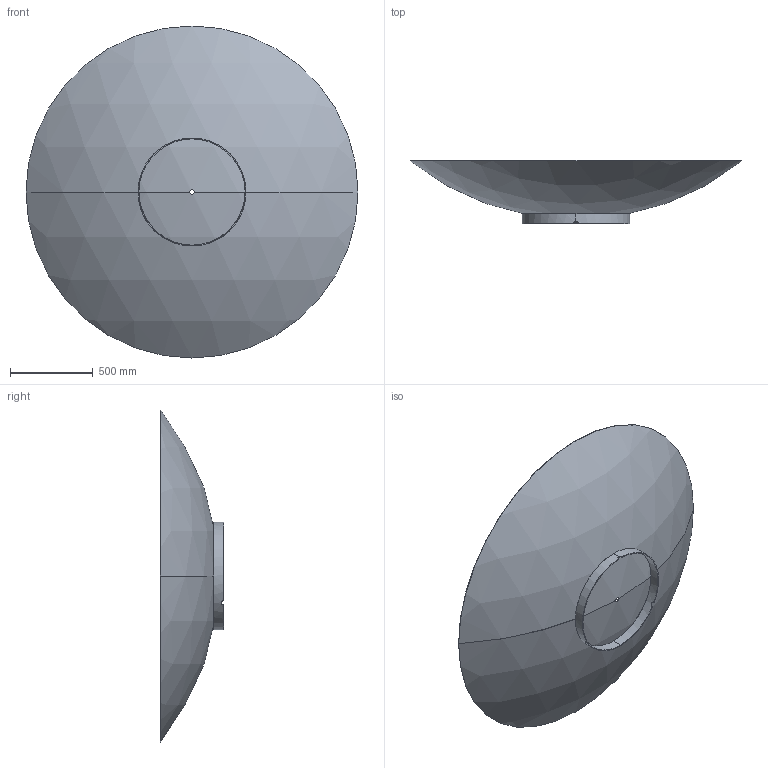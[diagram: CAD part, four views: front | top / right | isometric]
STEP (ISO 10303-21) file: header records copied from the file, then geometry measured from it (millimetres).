
FILE_DESCRIPTION (( 'STEP AP203' ), '1' );
FILE_NAME ('BN6.STEP', '2021-01-05T15:19:48', ( '' ), ( '' ), 'SwSTEP 2.0', 'SolidWorks 2020', '' );
FILE_SCHEMA (( 'CONFIG_CONTROL_DESIGN' ));
Length unit declared in the file: millimetre
Products named in the file (4): WN6 & BN6 -bowl; WN6 & BN6 -Ring; BN6; WN6 & BN6 Bowl 2000 Steel
Assembly tree (3 placements, depth 3):
  BN6
    WN6 & BN6 Bowl 2000 Steel
      WN6 & BN6 -Ring
      WN6 & BN6 -bowl
Bounding box: 2000 x 382.58 x 2000 mm (x, y, z)
Volume: 18184546.9 mm3; surface area: 7327975.6 mm2
Topology: 2 solids, 2 shells, 28 faces, 74 edges, 48 vertices
Faces by surface type: bspline 9, plane 7, cylinder 6, sphere 4, cone 2
Entity records: 2328 total; most frequent: CARTESIAN_POINT 1280, ORIENTED_EDGE 148, DIRECTION 122, EDGE_CURVE 74, AXIS2_PLACEMENT_3D 54, VERTEX_POINT 48, PERSON_AND_ORGANIZATION 35, B_SPLINE_CURVE_WITH_KNOTS 32
